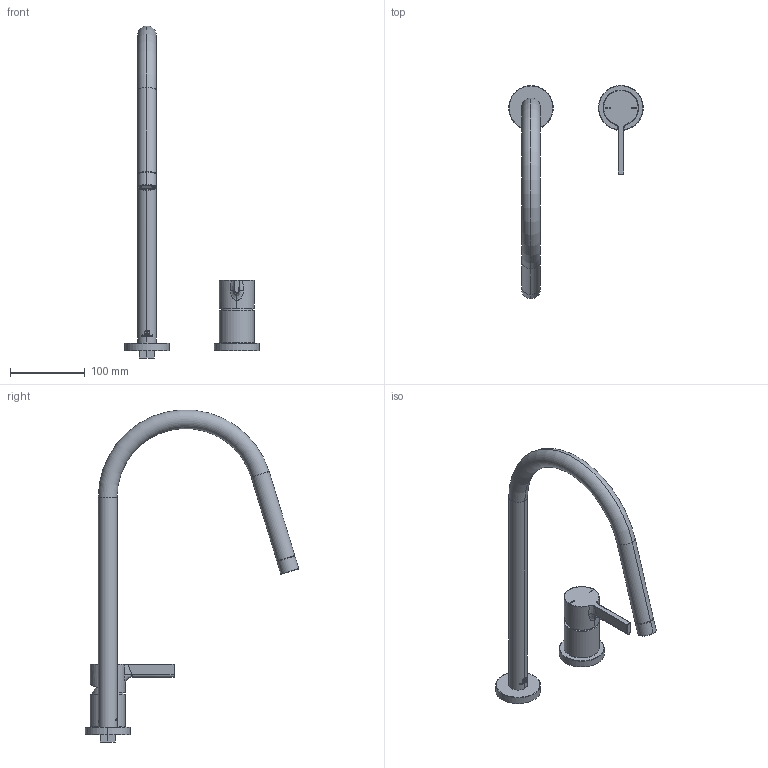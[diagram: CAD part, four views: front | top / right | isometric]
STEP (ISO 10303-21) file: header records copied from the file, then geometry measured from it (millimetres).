
FILE_DESCRIPTION((''),'2;1');
FILE_NAME('BD422AA_3DPL','2022-06-07T08:26:43',('HristovG'),('IDEAL STANDARD BVBA'),'CREO PARAMETRIC BY PTC INC, 2022024','CREO PARAMETRIC BY PTC INC, 2022024','');
FILE_SCHEMA(('AP242_MANAGED_MODEL_BASED_3D_ENGINEERING_MIM_LF { 1 0 10303 442 1 1 4 }'));
Length unit declared in the file: millimetre
Products named in the file (1): BD422AA_3DPL
Bounding box: 179.75 x 285 x 443.16 mm (x, y, z)
Volume: 564764.7 mm3; surface area: 93776.3 mm2
Topology: 2 solids, 6 shells, 341 faces, 875 edges, 563 vertices
Faces by surface type: cylinder 119, plane 99, extrusion 66, bspline 20, cone 16, torus 15, sphere 6
Entity records: 16762 total; most frequent: CARTESIAN_POINT 5994, ORIENTED_EDGE 1726, DIRECTION 1384, EDGE_CURVE 869, VERTEX_POINT 559, AXIS2_PLACEMENT_3D 468, VECTOR 448, PRESENTATION_STYLE_ASSIGNMENT 397
